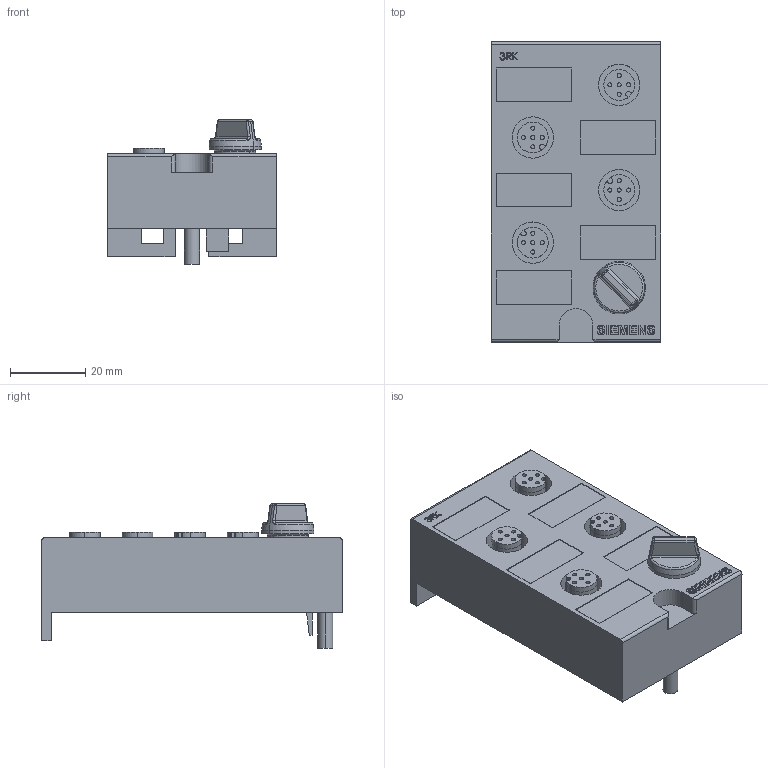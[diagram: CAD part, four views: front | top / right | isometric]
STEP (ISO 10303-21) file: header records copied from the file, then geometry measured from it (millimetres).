
FILE_DESCRIPTION(/* description */ (''),/* implementation_level */ '2;1');
FILE_NAME(/* name */ 'G_NSA0_XX_90117V.stp',/* time_stamp */ '2024-11-27T12:38:54+01:00',/* author */ (''),/* organization */ (''),/* preprocessor_version */ 'ST-DEVELOPER v18.101',/* originating_system */ 'SIEMENS PLM Software NX 2007',/* authorisation */ '');
FILE_SCHEMA (('AUTOMOTIVE_DESIGN { 1 0 10303 214 3 1 1 1 }'));
Length unit declared in the file: millimetre
Products named in the file (1): G_NSA0_XX_90117V
Bounding box: 45 x 80 x 38.4 mm (x, y, z)
Volume: 72443 mm3; surface area: 17773.8 mm2
Topology: 8 solids, 8 shells, 399 faces, 980 edges, 639 vertices
Faces by surface type: plane 213, cylinder 144, extrusion 17, torus 11, cone 10, sphere 4
Entity records: 15580 total; most frequent: CARTESIAN_POINT 3461, ORIENTED_EDGE 1952, DIRECTION 1825, EDGE_CURVE 976, VERTEX_POINT 639, AXIS2_PLACEMENT_3D 619, VECTOR 587, LINE 570
